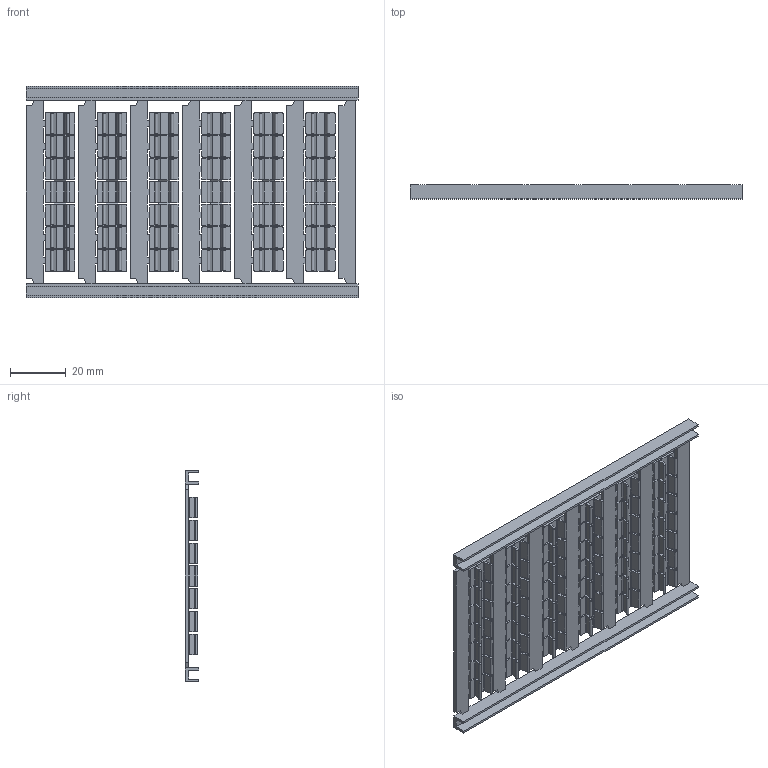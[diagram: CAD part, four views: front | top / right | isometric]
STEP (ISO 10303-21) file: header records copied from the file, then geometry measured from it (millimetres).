
FILE_DESCRIPTION((''),'2;1');
FILE_NAME('8YB867187','2022-08-22T',('Administrator'),(''),'PRO/ENGINEER BY PARAMETRIC TECHNOLOGY CORPORATION, 2013230','PRO/ENGINEER BY PARAMETRIC TECHNOLOGY CORPORATION, 2013230','');
FILE_SCHEMA(('CONFIG_CONTROL_DESIGN'));
Length unit declared in the file: millimetre
Products named in the file (1): 8YB867187
Bounding box: 119.2 x 5 x 76 mm (x, y, z)
Volume: 12931.9 mm3; surface area: 26261.2 mm2
Topology: 1 solids, 1 shells, 1658 faces, 4452 edges, 2844 vertices
Faces by surface type: plane 1154, cylinder 504
Entity records: 51434 total; most frequent: CARTESIAN_POINT 8954, ORIENTED_EDGE 8904, DIRECTION 8776, EDGE_CURVE 4452, VECTOR 3444, LINE 3444, VERTEX_POINT 2844, AXIS2_PLACEMENT_3D 2666
